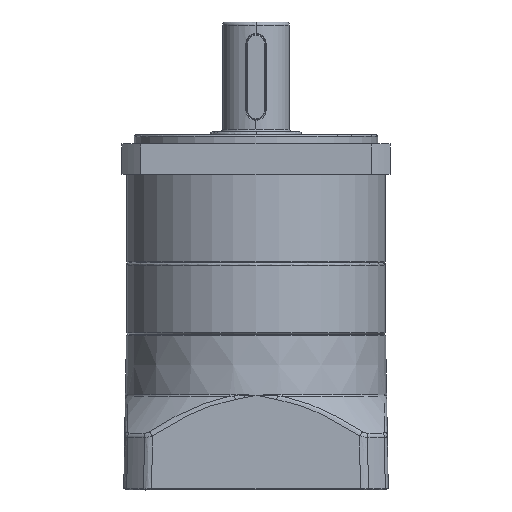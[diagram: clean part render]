
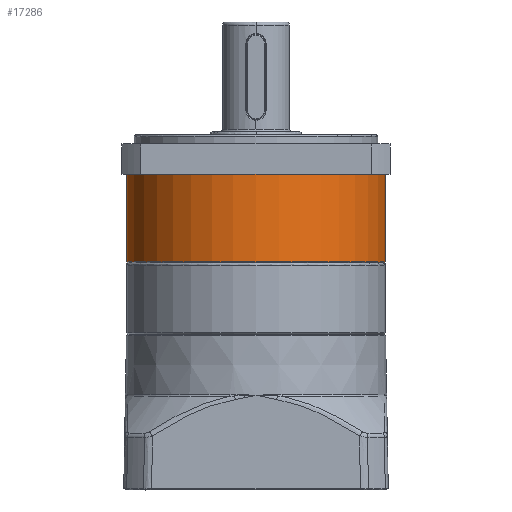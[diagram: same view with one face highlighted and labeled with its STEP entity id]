
A CAD part, front view. The second image highlights one B-rep face of the part: STEP entity #17286.
In plain terms, the highlighted cylindrical face has radius 42.5 mm (diameter 85 mm), a partial arc.
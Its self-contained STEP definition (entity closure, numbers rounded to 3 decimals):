
#1 = DIRECTION ( 'NONE',  ( 0., 0., -1. ) ) ;
#434 = DIRECTION ( 'NONE',  ( 0., 0., -1. ) ) ;
#469 = DIRECTION ( 'NONE',  ( -1., 0., 0. ) ) ;
#2412 = CARTESIAN_POINT ( 'NONE',  ( 42.5, 0., 2.9 ) ) ;
#3614 = CARTESIAN_POINT ( 'NONE',  ( 0., 0., 31.5 ) ) ;
#4813 = DIRECTION ( 'NONE',  ( 0., 0., -1. ) ) ;
#5128 = CYLINDRICAL_SURFACE ( 'NONE', #16122, 42.5 ) ;
#6213 = CARTESIAN_POINT ( 'NONE',  ( 0., -42.5, 2.9 ) ) ;
#6290 = AXIS2_PLACEMENT_3D ( 'NONE', #24071, #23951, #23844 ) ;
#6346 = CARTESIAN_POINT ( 'NONE',  ( -42.5, 0., 31.5 ) ) ;
#6488 = EDGE_LOOP ( 'NONE', ( #29921, #25902, #10837, #8419, #26029 ) ) ;
#8419 = ORIENTED_EDGE ( 'NONE', *, *, #34077, .T. ) ;
#9052 = DIRECTION ( 'NONE',  ( 0., 0., 1. ) ) ;
#9981 = VERTEX_POINT ( 'NONE', #2412 ) ;
#10837 = ORIENTED_EDGE ( 'NONE', *, *, #14861, .T. ) ;
#12968 = VERTEX_POINT ( 'NONE', #23874 ) ;
#13737 = LINE ( 'NONE', #21040, #29449 ) ;
#14861 = EDGE_CURVE ( 'NONE', #22181, #34690, #13737, .T. ) ;
#16122 = AXIS2_PLACEMENT_3D ( 'NONE', #3614, #434, #469 ) ;
#16399 = CARTESIAN_POINT ( 'NONE',  ( 0., 0., 31.5 ) ) ;
#17286 = ADVANCED_FACE ( 'NONE', ( #19560 ), #5128, .T. ) ;
#19065 = DIRECTION ( 'NONE',  ( -1., 0., 0. ) ) ;
#19320 = AXIS2_PLACEMENT_3D ( 'NONE', #16399, #1, #19065 ) ;
#19560 = FACE_OUTER_BOUND ( 'NONE', #6488, .T. ) ;
#21040 = CARTESIAN_POINT ( 'NONE',  ( -42.5, 0., 31.5 ) ) ;
#21726 = VECTOR ( 'NONE', #26087, 1000. ) ;
#22181 = VERTEX_POINT ( 'NONE', #6346 ) ;
#22440 = EDGE_CURVE ( 'NONE', #28077, #9981, #30780, .T. ) ;
#23844 = DIRECTION ( 'NONE',  ( -1., 0., 0. ) ) ;
#23874 = CARTESIAN_POINT ( 'NONE',  ( 42.5, 0., 31.5 ) ) ;
#23951 = DIRECTION ( 'NONE',  ( 0., 0., 1. ) ) ;
#23962 = EDGE_CURVE ( 'NONE', #12968, #9981, #27862, .T. ) ;
#24071 = CARTESIAN_POINT ( 'NONE',  ( 0., 0., 2.9 ) ) ;
#24560 = AXIS2_PLACEMENT_3D ( 'NONE', #25086, #9052, #27736 ) ;
#25086 = CARTESIAN_POINT ( 'NONE',  ( 0., 0., 2.9 ) ) ;
#25902 = ORIENTED_EDGE ( 'NONE', *, *, #26458, .T. ) ;
#26029 = ORIENTED_EDGE ( 'NONE', *, *, #22440, .T. ) ;
#26087 = DIRECTION ( 'NONE',  ( 0., 0., -1. ) ) ;
#26162 = CARTESIAN_POINT ( 'NONE',  ( 42.5, 0., 31.5 ) ) ;
#26458 = EDGE_CURVE ( 'NONE', #12968, #22181, #31411, .T. ) ;
#27014 = CIRCLE ( 'NONE', #24560, 42.5 ) ;
#27736 = DIRECTION ( 'NONE',  ( -1., 0., 0. ) ) ;
#27843 = CARTESIAN_POINT ( 'NONE',  ( -42.5, 0., 2.9 ) ) ;
#27862 = LINE ( 'NONE', #26162, #21726 ) ;
#28077 = VERTEX_POINT ( 'NONE', #6213 ) ;
#29449 = VECTOR ( 'NONE', #4813, 1000. ) ;
#29921 = ORIENTED_EDGE ( 'NONE', *, *, #23962, .F. ) ;
#30780 = CIRCLE ( 'NONE', #6290, 42.5 ) ;
#31411 = CIRCLE ( 'NONE', #19320, 42.5 ) ;
#34077 = EDGE_CURVE ( 'NONE', #34690, #28077, #27014, .T. ) ;
#34690 = VERTEX_POINT ( 'NONE', #27843 ) ;
